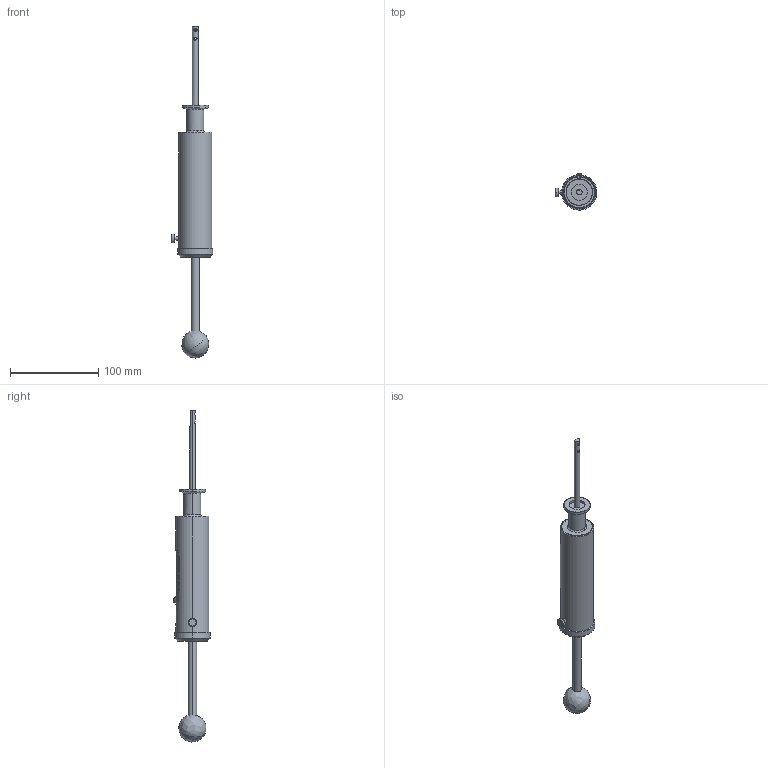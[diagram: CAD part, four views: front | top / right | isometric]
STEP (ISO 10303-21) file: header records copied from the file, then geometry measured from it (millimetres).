
FILE_DESCRIPTION (( 'STEP AP203' ), '1' );
FILE_NAME ('112057.stp', '2019-02-20T15:47:21', ( '' ), ( '' ), 'SwSTEP 2.0', 'SolidWorks 2012', '' );
FILE_SCHEMA (( 'CONFIG_CONTROL_DESIGN' ));
Length unit declared in the file: centimetre
Products named in the file (1): 112057
Bounding box: 47.43 x 40.93 x 375.18 mm (x, y, z)
Volume: 189908.9 mm3; surface area: 30714.5 mm2
Topology: 1 solids, 1 shells, 1827 faces, 5100 edges, 3389 vertices
Faces by surface type: plane 1041, bspline 657, cylinder 114, cone 15
Entity records: 86413 total; most frequent: CARTESIAN_POINT 43778, ORIENTED_EDGE 10192, DIRECTION 6594, EDGE_CURVE 5096, VERTEX_POINT 3389, VECTOR 2910, LINE 2910, EDGE_LOOP 1949
